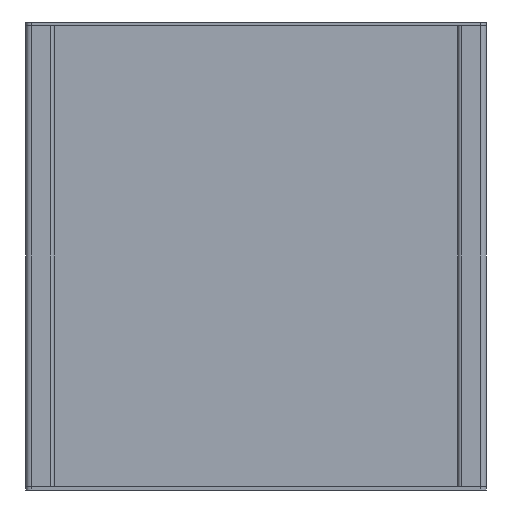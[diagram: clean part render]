
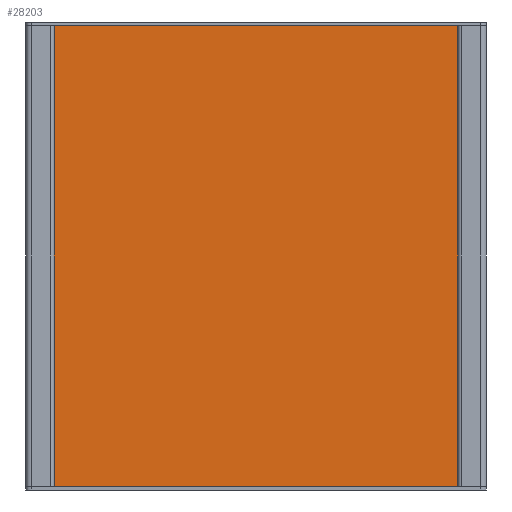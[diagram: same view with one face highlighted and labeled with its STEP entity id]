
A CAD part, front view. The second image highlights one B-rep face of the part: STEP entity #28203.
In plain terms, the highlighted planar face has unit normal (0, -1, 0).
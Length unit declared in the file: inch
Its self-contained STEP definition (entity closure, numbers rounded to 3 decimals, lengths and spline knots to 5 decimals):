
#27 = LINE ( 'NONE', #24625, #13865 ) ;
#35 = VERTEX_POINT ( 'NONE', #5703 ) ;
#153 = CARTESIAN_POINT ( 'NONE',  ( 5.6575, -0.064, -5.369 ) ) ;
#180 = VERTEX_POINT ( 'NONE', #27493 ) ;
#832 = ORIENTED_EDGE ( 'NONE', *, *, #12440, .T. ) ;
#884 = ORIENTED_EDGE ( 'NONE', *, *, #7357, .T. ) ;
#975 = DIRECTION ( 'NONE',  ( 0., -1., 0. ) ) ;
#1450 = DIRECTION ( 'NONE',  ( 1., 0., 0. ) ) ;
#1685 = CARTESIAN_POINT ( 'NONE',  ( 5.6575, -0.064, -0.375 ) ) ;
#2047 = ORIENTED_EDGE ( 'NONE', *, *, #38190, .T. ) ;
#2214 = VECTOR ( 'NONE', #7698, 39.37008 ) ;
#2264 = LINE ( 'NONE', #35535, #36680 ) ;
#2840 = LINE ( 'NONE', #15136, #20231 ) ;
#3383 = EDGE_CURVE ( 'NONE', #34256, #12284, #28497, .T. ) ;
#3722 = DIRECTION ( 'NONE',  ( 0., 0., -1. ) ) ;
#4717 = EDGE_CURVE ( 'NONE', #22653, #33132, #2264, .T. ) ;
#5191 = VECTOR ( 'NONE', #37972, 39.37008 ) ;
#5288 = EDGE_CURVE ( 'NONE', #180, #32596, #21030, .T. ) ;
#5514 = LINE ( 'NONE', #26687, #38806 ) ;
#5627 = CARTESIAN_POINT ( 'NONE',  ( 5.5325, -0.064, -5.369 ) ) ;
#5646 = VERTEX_POINT ( 'NONE', #21084 ) ;
#5703 = CARTESIAN_POINT ( 'NONE',  ( 5.7, -0.064, 0. ) ) ;
#6619 = VECTOR ( 'NONE', #6695, 39.37008 ) ;
#6695 = DIRECTION ( 'NONE',  ( 0., 0., -1. ) ) ;
#7357 = EDGE_CURVE ( 'NONE', #14776, #35, #26040, .T. ) ;
#7528 = VECTOR ( 'NONE', #36779, 39.37008 ) ;
#7698 = DIRECTION ( 'NONE',  ( 0., 0., 1. ) ) ;
#7749 = CARTESIAN_POINT ( 'NONE',  ( 5.5325, -0.064, -5.619 ) ) ;
#7797 = ORIENTED_EDGE ( 'NONE', *, *, #8904, .T. ) ;
#7890 = ORIENTED_EDGE ( 'NONE', *, *, #31072, .T. ) ;
#7893 = DIRECTION ( 'NONE',  ( 0., 0., 1. ) ) ;
#8472 = CARTESIAN_POINT ( 'NONE',  ( 0.02, -0.064, 0. ) ) ;
#8842 = ORIENTED_EDGE ( 'NONE', *, *, #33923, .F. ) ;
#8904 = EDGE_CURVE ( 'NONE', #22635, #21991, #5514, .T. ) ;
#9042 = EDGE_CURVE ( 'NONE', #14776, #35979, #25245, .T. ) ;
#9291 = CARTESIAN_POINT ( 'NONE',  ( 5.6575, -0.064, -5.619 ) ) ;
#10234 = CIRCLE ( 'NONE', #17307, 0.02 ) ;
#11564 = DIRECTION ( 'NONE',  ( 0., 0., -1. ) ) ;
#11603 = ORIENTED_EDGE ( 'NONE', *, *, #18499, .T. ) ;
#12284 = VERTEX_POINT ( 'NONE', #28599 ) ;
#12355 = LINE ( 'NONE', #21652, #7528 ) ;
#12392 = ORIENTED_EDGE ( 'NONE', *, *, #31184, .F. ) ;
#12440 = EDGE_CURVE ( 'NONE', #32471, #34256, #39263, .T. ) ;
#12569 = EDGE_LOOP ( 'NONE', ( #8842, #28897, #17420, #11603, #17046, #884, #12392, #2047 ) ) ;
#13097 = CARTESIAN_POINT ( 'NONE',  ( 5.72, -0.064, -5.974 ) ) ;
#13111 = AXIS2_PLACEMENT_3D ( 'NONE', #26091, #20222, #35555 ) ;
#13865 = VECTOR ( 'NONE', #36939, 39.37008 ) ;
#14064 = FACE_BOUND ( 'NONE', #33410, .T. ) ;
#14495 = VECTOR ( 'NONE', #35809, 39.37008 ) ;
#14776 = VERTEX_POINT ( 'NONE', #25826 ) ;
#15136 = CARTESIAN_POINT ( 'NONE',  ( 5.5325, -0.064, -5.619 ) ) ;
#15305 = DIRECTION ( 'NONE',  ( 0., 0., -1. ) ) ;
#15491 = CARTESIAN_POINT ( 'NONE',  ( 0.02, -0.064, -5.974 ) ) ;
#15710 = ORIENTED_EDGE ( 'NONE', *, *, #4717, .T. ) ;
#15931 = CARTESIAN_POINT ( 'NONE',  ( 5.7, -0.064, -5.994 ) ) ;
#16270 = PLANE ( 'NONE',  #34361 ) ;
#16638 = CARTESIAN_POINT ( 'NONE',  ( 5.5325, -0.064, -0.375 ) ) ;
#17046 = ORIENTED_EDGE ( 'NONE', *, *, #9042, .F. ) ;
#17307 = AXIS2_PLACEMENT_3D ( 'NONE', #26914, #39208, #11564 ) ;
#17420 = ORIENTED_EDGE ( 'NONE', *, *, #34518, .F. ) ;
#17587 = DIRECTION ( 'NONE',  ( 0., 0., -1. ) ) ;
#18499 = EDGE_CURVE ( 'NONE', #30574, #35979, #33067, .T. ) ;
#19031 = VERTEX_POINT ( 'NONE', #8472 ) ;
#19214 = VERTEX_POINT ( 'NONE', #21784 ) ;
#19507 = DIRECTION ( 'NONE',  ( 0., 0., -1. ) ) ;
#20222 = DIRECTION ( 'NONE',  ( 0., -1., 0. ) ) ;
#20231 = VECTOR ( 'NONE', #37140, 39.37008 ) ;
#20542 = DIRECTION ( 'NONE',  ( 1., 0., 0. ) ) ;
#21030 = CIRCLE ( 'NONE', #30056, 0.02 ) ;
#21084 = CARTESIAN_POINT ( 'NONE',  ( 0., -0.064, -0.02 ) ) ;
#21118 = DIRECTION ( 'NONE',  ( 1., 0., 0. ) ) ;
#21652 = CARTESIAN_POINT ( 'NONE',  ( 5.5325, -0.064, -0.625 ) ) ;
#21784 = CARTESIAN_POINT ( 'NONE',  ( 5.5325, -0.064, -0.625 ) ) ;
#21930 = EDGE_CURVE ( 'NONE', #19214, #32471, #23034, .T. ) ;
#21991 = VERTEX_POINT ( 'NONE', #9291 ) ;
#22082 = EDGE_CURVE ( 'NONE', #21991, #22653, #2840, .T. ) ;
#22536 = CARTESIAN_POINT ( 'NONE',  ( 0., -0.064, -5.994 ) ) ;
#22635 = VERTEX_POINT ( 'NONE', #153 ) ;
#22653 = VERTEX_POINT ( 'NONE', #7749 ) ;
#23034 = LINE ( 'NONE', #35347, #2214 ) ;
#23484 = CARTESIAN_POINT ( 'NONE',  ( 0., -0.064, 0. ) ) ;
#24058 = ORIENTED_EDGE ( 'NONE', *, *, #22082, .T. ) ;
#24282 = VECTOR ( 'NONE', #1450, 39.37008 ) ;
#24625 = CARTESIAN_POINT ( 'NONE',  ( 0., -0.064, -5.994 ) ) ;
#25245 = LINE ( 'NONE', #27690, #6619 ) ;
#25477 = CARTESIAN_POINT ( 'NONE',  ( 5.6575, -0.064, -0.375 ) ) ;
#25596 = ORIENTED_EDGE ( 'NONE', *, *, #36087, .T. ) ;
#25826 = CARTESIAN_POINT ( 'NONE',  ( 5.72, -0.064, -0.02 ) ) ;
#25855 = LINE ( 'NONE', #26272, #24282 ) ;
#26040 = CIRCLE ( 'NONE', #29276, 0.02 ) ;
#26091 = CARTESIAN_POINT ( 'NONE',  ( 5.7, -0.064, -5.974 ) ) ;
#26272 = CARTESIAN_POINT ( 'NONE',  ( 0., -0.064, 0. ) ) ;
#26366 = FACE_BOUND ( 'NONE', #34426, .T. ) ;
#26687 = CARTESIAN_POINT ( 'NONE',  ( 5.6575, -0.064, -5.619 ) ) ;
#26914 = CARTESIAN_POINT ( 'NONE',  ( 0.02, -0.064, -0.02 ) ) ;
#27427 = DIRECTION ( 'NONE',  ( 0., -1., 0. ) ) ;
#27493 = CARTESIAN_POINT ( 'NONE',  ( 0., -0.064, -5.974 ) ) ;
#27690 = CARTESIAN_POINT ( 'NONE',  ( 5.72, -0.064, 0. ) ) ;
#28203 = ADVANCED_FACE ( 'NONE', ( #14064, #26366, #31638 ), #16270, .T. ) ;
#28240 = CARTESIAN_POINT ( 'NONE',  ( 5.5325, -0.064, -5.369 ) ) ;
#28497 = LINE ( 'NONE', #25477, #5191 ) ;
#28599 = CARTESIAN_POINT ( 'NONE',  ( 5.6575, -0.064, -0.625 ) ) ;
#28897 = ORIENTED_EDGE ( 'NONE', *, *, #5288, .T. ) ;
#29276 = AXIS2_PLACEMENT_3D ( 'NONE', #39833, #30964, #3722 ) ;
#29360 = CARTESIAN_POINT ( 'NONE',  ( 0.02, -0.064, -5.994 ) ) ;
#30056 = AXIS2_PLACEMENT_3D ( 'NONE', #15491, #27427, #15305 ) ;
#30574 = VERTEX_POINT ( 'NONE', #15931 ) ;
#30964 = DIRECTION ( 'NONE',  ( 0., -1., 0. ) ) ;
#31072 = EDGE_CURVE ( 'NONE', #12284, #19214, #12355, .T. ) ;
#31184 = EDGE_CURVE ( 'NONE', #19031, #35, #25855, .T. ) ;
#31638 = FACE_OUTER_BOUND ( 'NONE', #12569, .T. ) ;
#32471 = VERTEX_POINT ( 'NONE', #16638 ) ;
#32596 = VERTEX_POINT ( 'NONE', #29360 ) ;
#32676 = VECTOR ( 'NONE', #20542, 39.37008 ) ;
#32947 = ORIENTED_EDGE ( 'NONE', *, *, #3383, .T. ) ;
#33067 = CIRCLE ( 'NONE', #13111, 0.02 ) ;
#33132 = VERTEX_POINT ( 'NONE', #28240 ) ;
#33410 = EDGE_LOOP ( 'NONE', ( #15710, #25596, #7797, #24058 ) ) ;
#33424 = CARTESIAN_POINT ( 'NONE',  ( 5.5325, -0.064, -0.375 ) ) ;
#33923 = EDGE_CURVE ( 'NONE', #180, #5646, #38629, .T. ) ;
#34256 = VERTEX_POINT ( 'NONE', #1685 ) ;
#34361 = AXIS2_PLACEMENT_3D ( 'NONE', #22536, #975, #19507 ) ;
#34426 = EDGE_LOOP ( 'NONE', ( #32947, #7890, #37711, #832 ) ) ;
#34518 = EDGE_CURVE ( 'NONE', #30574, #32596, #27, .T. ) ;
#35347 = CARTESIAN_POINT ( 'NONE',  ( 5.5325, -0.064, -0.375 ) ) ;
#35535 = CARTESIAN_POINT ( 'NONE',  ( 5.5325, -0.064, -5.619 ) ) ;
#35555 = DIRECTION ( 'NONE',  ( 0., 0., -1. ) ) ;
#35809 = DIRECTION ( 'NONE',  ( 0., 0., 1. ) ) ;
#35979 = VERTEX_POINT ( 'NONE', #13097 ) ;
#36087 = EDGE_CURVE ( 'NONE', #33132, #22635, #39298, .T. ) ;
#36680 = VECTOR ( 'NONE', #7893, 39.37008 ) ;
#36779 = DIRECTION ( 'NONE',  ( -1., 0., 0. ) ) ;
#36939 = DIRECTION ( 'NONE',  ( -1., 0., 0. ) ) ;
#37140 = DIRECTION ( 'NONE',  ( -1., 0., 0. ) ) ;
#37711 = ORIENTED_EDGE ( 'NONE', *, *, #21930, .T. ) ;
#37972 = DIRECTION ( 'NONE',  ( 0., 0., -1. ) ) ;
#38190 = EDGE_CURVE ( 'NONE', #19031, #5646, #10234, .T. ) ;
#38629 = LINE ( 'NONE', #23484, #14495 ) ;
#38806 = VECTOR ( 'NONE', #17587, 39.37008 ) ;
#39121 = VECTOR ( 'NONE', #21118, 39.37008 ) ;
#39208 = DIRECTION ( 'NONE',  ( 0., -1., 0. ) ) ;
#39263 = LINE ( 'NONE', #33424, #39121 ) ;
#39298 = LINE ( 'NONE', #5627, #32676 ) ;
#39833 = CARTESIAN_POINT ( 'NONE',  ( 5.7, -0.064, -0.02 ) ) ;
